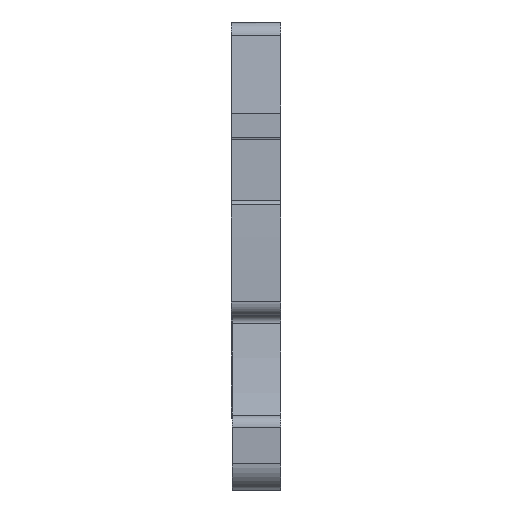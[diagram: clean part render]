
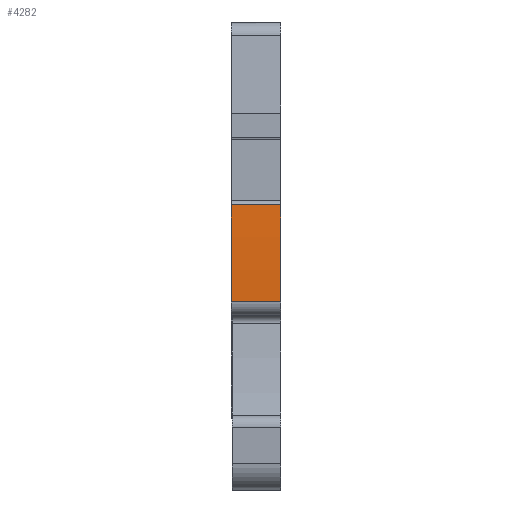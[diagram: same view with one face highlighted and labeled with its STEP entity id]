
A CAD part, front view. The second image highlights one B-rep face of the part: STEP entity #4282.
In plain terms, the highlighted cylindrical face has radius 122.182 mm (diameter 244.364 mm), a partial arc.
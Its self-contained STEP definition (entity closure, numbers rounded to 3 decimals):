
#400=AXIS2_PLACEMENT_3D('Circle Axis2P3D',#398,#399,$) ;
#3193=AXIS2_PLACEMENT_3D('Circle Axis2P3D',#3191,#3192,$) ;
#4269=AXIS2_PLACEMENT_3D('Cylinder Axis2P3D',#4266,#4267,#4268) ;
#395=CARTESIAN_POINT('Vertex',(3.5,1.518,20.35)) ;
#398=CARTESIAN_POINT('Axis2P3D Location',(3.5,123.656,17.05)) ;
#402=CARTESIAN_POINT('Vertex',(3.5,1.528,13.42)) ;
#3188=CARTESIAN_POINT('Vertex',(0.,1.528,13.42)) ;
#3191=CARTESIAN_POINT('Axis2P3D Location',(0.,123.656,17.05)) ;
#3195=CARTESIAN_POINT('Vertex',(0.,1.518,20.35)) ;
#4254=CARTESIAN_POINT('Line Origine',(1.75,1.518,20.35)) ;
#4266=CARTESIAN_POINT('Axis2P3D Location',(1.75,123.656,17.05)) ;
#4271=CARTESIAN_POINT('Line Origine',(1.75,1.528,13.42)) ;
#399=DIRECTION('Axis2P3D Direction',(1.,0.,0.)) ;
#3192=DIRECTION('Axis2P3D Direction',(1.,0.,0.)) ;
#4255=DIRECTION('Vector Direction',(-1.,0.,0.)) ;
#4267=DIRECTION('Axis2P3D Direction',(1.,0.,0.)) ;
#4268=DIRECTION('Axis2P3D XDirection',(0.,-0.992,0.126)) ;
#4272=DIRECTION('Vector Direction',(1.,0.,0.)) ;
#4256=VECTOR('Line Direction',#4255,1.) ;
#4273=VECTOR('Line Direction',#4272,1.) ;
#4277=ORIENTED_EDGE('',*,*,#3197,.T.) ;
#4278=ORIENTED_EDGE('',*,*,#4275,.F.) ;
#4279=ORIENTED_EDGE('',*,*,#404,.F.) ;
#4280=ORIENTED_EDGE('',*,*,#4258,.T.) ;
#4282=ADVANCED_FACE('V1',(#4281),#4270,.T.) ;
#401=CIRCLE('generated circle',#400,122.182) ;
#3194=CIRCLE('generated circle',#3193,122.182) ;
#4270=CYLINDRICAL_SURFACE('generated cylinder',#4269,122.182) ;
#404=EDGE_CURVE('',#396,#403,#401,.T.) ;
#3197=EDGE_CURVE('',#3196,#3189,#3194,.T.) ;
#4258=EDGE_CURVE('',#396,#3196,#4257,.T.) ;
#4275=EDGE_CURVE('',#403,#3189,#4274,.F.) ;
#4276=EDGE_LOOP('',(#4277,#4278,#4279,#4280)) ;
#4281=FACE_OUTER_BOUND('',#4276,.T.) ;
#4257=LINE('Line',#4254,#4256) ;
#4274=LINE('Line',#4271,#4273) ;
#396=VERTEX_POINT('',#395) ;
#403=VERTEX_POINT('',#402) ;
#3189=VERTEX_POINT('',#3188) ;
#3196=VERTEX_POINT('',#3195) ;
